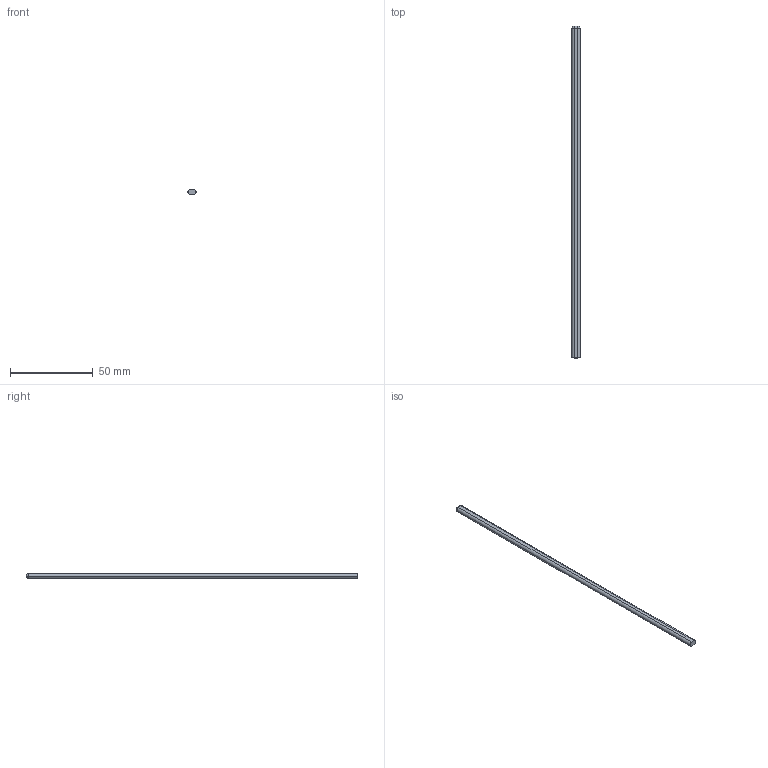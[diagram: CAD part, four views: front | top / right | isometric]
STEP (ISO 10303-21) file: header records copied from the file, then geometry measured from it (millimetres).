
FILE_DESCRIPTION (( 'STEP AP214' ), '1' );
FILE_NAME ('PEND.STEP', '2022-03-10T12:41:31', ( '' ), ( '' ), 'SwSTEP 2.0', 'SolidWorks 2016', '' );
FILE_SCHEMA (( 'AUTOMOTIVE_DESIGN' ));
Length unit declared in the file: millimetre
Products named in the file (1): PEND
Bounding box: 5 x 200 x 3 mm (x, y, z)
Volume: 2608.3 mm3; surface area: 2701.4 mm2
Topology: 1 solids, 1 shells, 13 faces, 29 edges, 14 vertices
Faces by surface type: cylinder 6, sphere 4, plane 3
Entity records: 363 total; most frequent: DIRECTION 67, CARTESIAN_POINT 53, ORIENTED_EDGE 50, AXIS2_PLACEMENT_3D 28, EDGE_CURVE 25, VERTEX_POINT 14, CIRCLE 14, EDGE_LOOP 13
